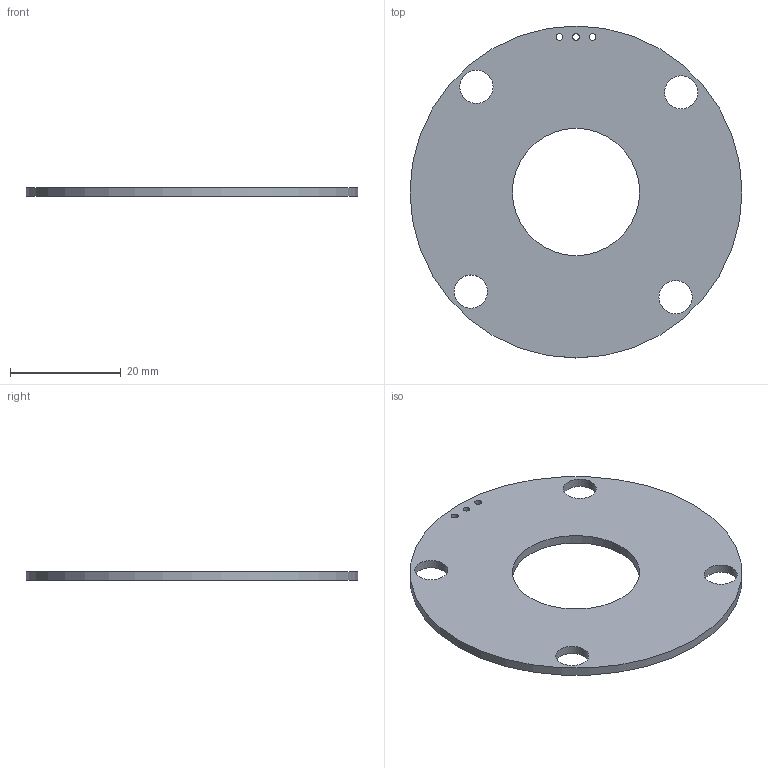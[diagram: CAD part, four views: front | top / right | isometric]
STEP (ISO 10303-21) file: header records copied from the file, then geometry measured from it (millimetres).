
FILE_DESCRIPTION(('KiCad electronic assembly'),'2;1');
FILE_NAME('PCB_Motor.step','2024-06-03T21:15:11',('Pcbnew'),('Kicad'), 'Open CASCADE STEP processor 7.7','KiCad to STEP converter','Unknown' );
FILE_SCHEMA(('AUTOMOTIVE_DESIGN { 1 0 10303 214 1 1 1 1 }'));
Length unit declared in the file: millimetre
Products named in the file (2): PCB_Motor 1; _autosave-PCB_Motor PCB
Assembly tree (1 placements, depth 2):
  PCB_Motor 1
    _autosave-PCB_Motor PCB
Bounding box: 60 x 60 x 1.6 mm (x, y, z)
Volume: 3672.8 mm3; surface area: 5146.9 mm2
Topology: 1 solids, 1 shells, 11 faces, 27 edges, 18 vertices
Faces by surface type: cylinder 9, plane 2
Full cylindrical faces by diameter (mm): 1.2 x3, 6 x4, 23 x1, 60 x1
Entity records: 769 total; most frequent: DIRECTION 125, CARTESIAN_POINT 112, ORIENTED_EDGE 54, PCURVE 54, DEFINITIONAL_REPRESENTATION 54, LINE 45, VECTOR 45, CIRCLE 36
